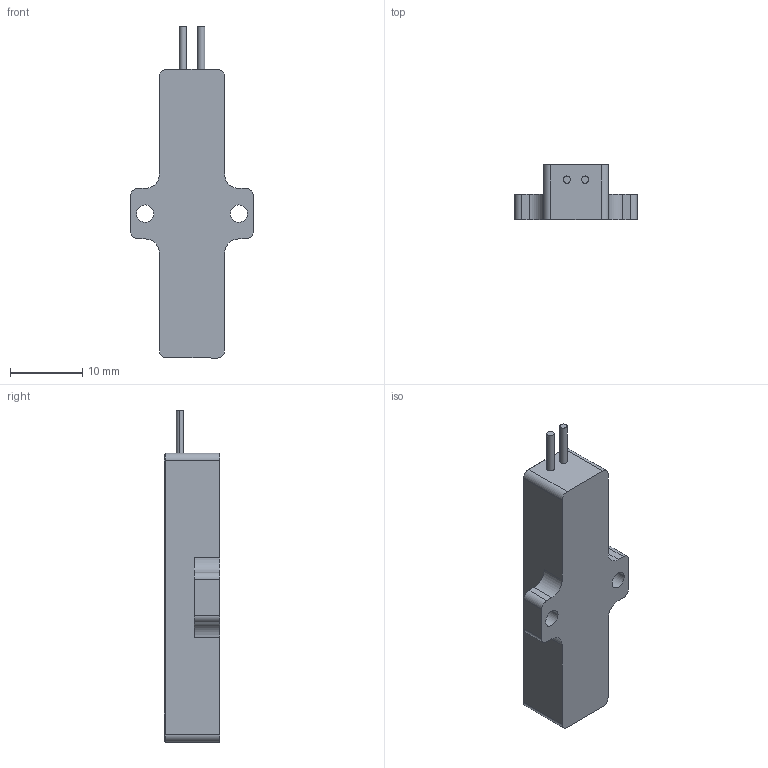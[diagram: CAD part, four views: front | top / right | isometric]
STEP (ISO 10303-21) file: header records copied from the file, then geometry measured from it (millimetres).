
FILE_DESCRIPTION (( 'STEP AP214' ), '1' );
FILE_NAME ('RL-W02FBCK04-J0001B_空间后2针F系列模组接线定义.STEP', '2023-09-25T06:12:08', ( '' ), ( '' ), 'SwSTEP 2.0', 'SolidWorks 2016', '' );
FILE_SCHEMA (( 'AUTOMOTIVE_DESIGN' ));
Length unit declared in the file: millimetre
Products named in the file (1): RL-W02FBCK04-J0001B_空间后2针F系列模组接线定义
Bounding box: 17 x 7.65 x 46 mm (x, y, z)
Surface area: 1824.4 mm2 (no closed solid volume)
Topology: 0 solids, 3 shells, 68 faces, 329 edges, 287 vertices
Faces by surface type: plane 42, cylinder 26
Entity records: 5311 total; most frequent: CARTESIAN_POINT 1927, ORIENTED_EDGE 634, DIRECTION 413, EDGE_CURVE 329, VERTEX_POINT 287, VECTOR 165, LINE 165, AXIS2_PLACEMENT_3D 124
